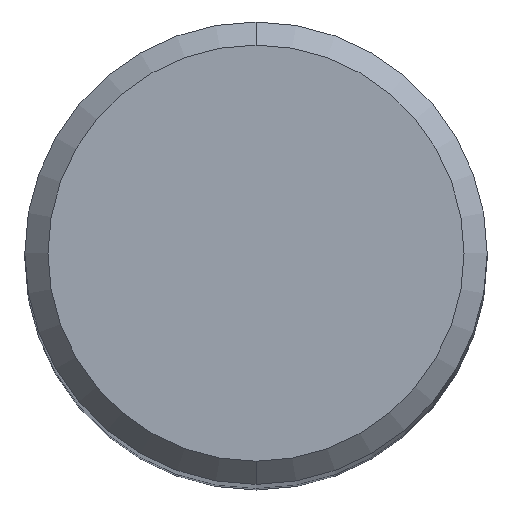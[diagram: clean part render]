
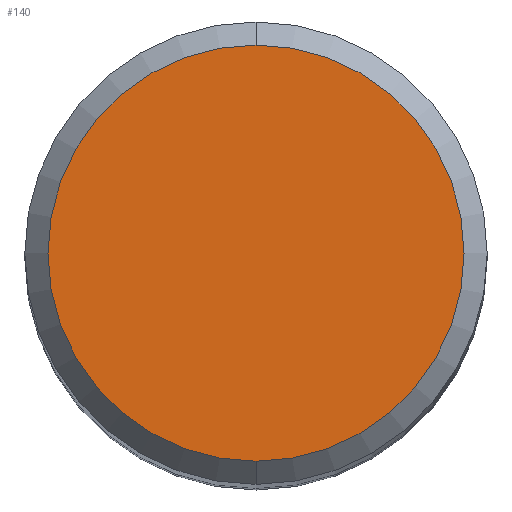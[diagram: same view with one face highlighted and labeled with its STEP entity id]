
A CAD part, top view. The second image highlights one B-rep face of the part: STEP entity #140.
In plain terms, the highlighted planar face has unit normal (0, 0, 1).
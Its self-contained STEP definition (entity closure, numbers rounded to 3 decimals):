
#134=EDGE_CURVE('',#208,#186,#286,.T.);
#140=ADVANCED_FACE('',(#292),#293,.T.);
#186=VERTEX_POINT('',#348);
#194=EDGE_CURVE('',#186,#208,#356,.T.);
#208=VERTEX_POINT('',#370);
#286=CIRCLE('',#453,4.5);
#292=FACE_OUTER_BOUND('',#462,.T.);
#293=PLANE('',#463);
#348=CARTESIAN_POINT('',(0.0,4.5,0.0));
#356=CIRCLE('',#540,4.5);
#370=CARTESIAN_POINT('',(0.,-4.5,0.0));
#453=AXIS2_PLACEMENT_3D('',#639,#640,#641);
#462=EDGE_LOOP('',(#647,#648));
#463=AXIS2_PLACEMENT_3D('',#649,#650,#651);
#540=AXIS2_PLACEMENT_3D('',#731,#732,#733);
#639=CARTESIAN_POINT('',(0.0,0.0,0.0));
#640=DIRECTION('',(0.0,0.0,-1.0));
#641=DIRECTION('',(0.0,1.0,0.0));
#647=ORIENTED_EDGE('',*,*,#194,.F.);
#648=ORIENTED_EDGE('',*,*,#134,.F.);
#649=CARTESIAN_POINT('',(0.0,2.25,0.0));
#650=DIRECTION('',(-0.0,0.0,1.0));
#651=DIRECTION('',(0.0,-1.0,0.0));
#731=CARTESIAN_POINT('',(0.0,0.0,0.0));
#732=DIRECTION('',(0.0,0.0,-1.0));
#733=DIRECTION('',(0.0,1.0,0.0));
